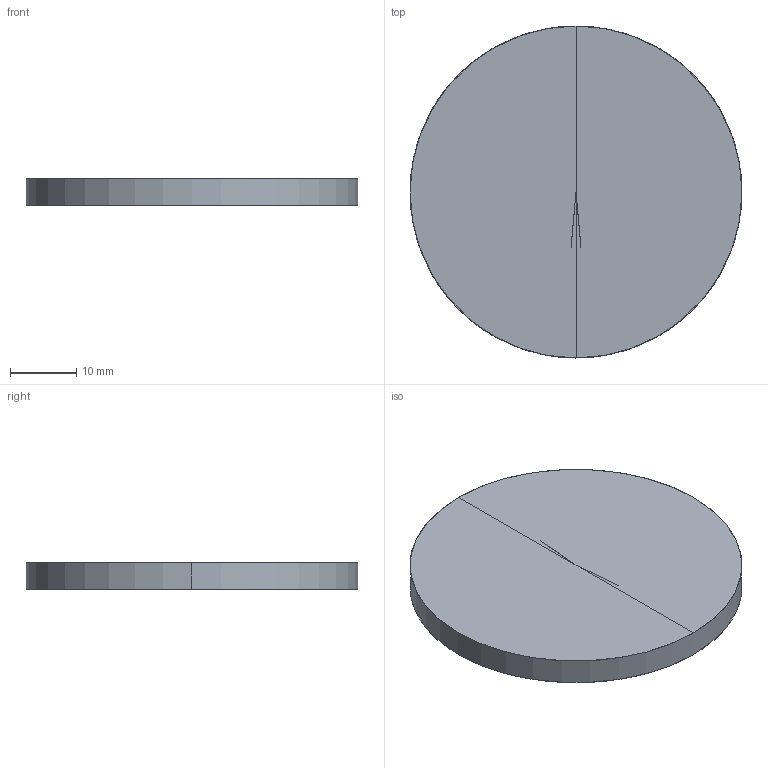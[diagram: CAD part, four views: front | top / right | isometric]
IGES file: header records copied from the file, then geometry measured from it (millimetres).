
Start section: SolidWorks IGES file using analytic representation for surfaces
Global section: file name: Web Model 66764.IGS; native system: SolidWorks 2016; preprocessor: SolidWorks 2016; author: epdmservice; date: 170131.144103; units: millimetre
Bounding box: 50 x 50 x 4 mm (x, y, z)
Surface area: 4555.4 mm2 (no closed solid volume)
Topology: 0 solids, 0 shells, 5 faces, 84 edges, 82 vertices
Faces by surface type: bspline 3, revolution 2
